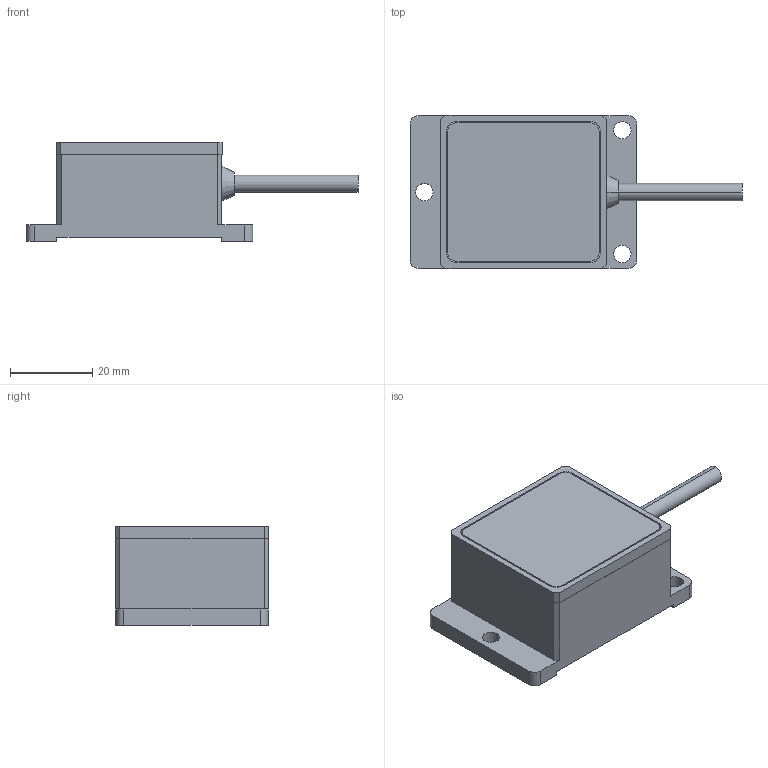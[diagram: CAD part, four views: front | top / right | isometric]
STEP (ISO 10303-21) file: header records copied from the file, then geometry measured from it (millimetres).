
FILE_DESCRIPTION (( 'STEP AP203' ), '1' );
FILE_NAME ('MJL326T-New.STEP', '2019-08-23T05:30:01', ( '' ), ( '' ), 'SwSTEP 2.0', 'SolidWorks 2018', '' );
FILE_SCHEMA (( 'CONFIG_CONTROL_DESIGN' ));
Length unit declared in the file: millimetre
Products named in the file (1): MJL326T-New
Bounding box: 80.5 x 37.1 x 24 mm (x, y, z)
Volume: 36554.3 mm3; surface area: 8616.4 mm2
Topology: 1 solids, 1 shells, 61 faces, 162 edges, 108 vertices
Faces by surface type: plane 39, cylinder 20, cone 2
Entity records: 1989 total; most frequent: CARTESIAN_POINT 332, DIRECTION 330, ORIENTED_EDGE 324, EDGE_CURVE 162, LINE 118, VECTOR 118, VERTEX_POINT 108, AXIS2_PLACEMENT_3D 106
